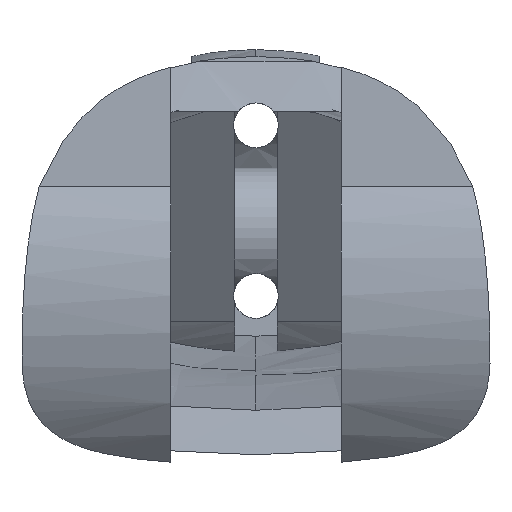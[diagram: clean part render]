
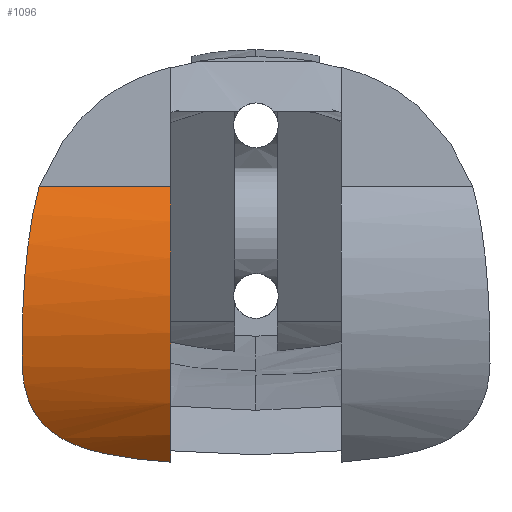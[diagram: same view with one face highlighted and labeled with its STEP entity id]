
A CAD part, front view. The second image highlights one B-rep face of the part: STEP entity #1096.
In plain terms, the highlighted cylindrical face has radius 11 mm (diameter 22 mm), a partial arc.
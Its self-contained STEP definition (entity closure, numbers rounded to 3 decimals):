
#57 = CIRCLE ( 'NONE', #4485, 11. ) ;
#155 = CARTESIAN_POINT ( 'NONE',  ( -5.522, 3.413, -3.967 ) ) ;
#310 = EDGE_CURVE ( 'NONE', #11168, #884, #5597, .T. ) ;
#405 = VECTOR ( 'NONE', #1785, 1000. ) ;
#453 = DIRECTION ( 'NONE',  ( 1., 0., 0. ) ) ;
#884 = VERTEX_POINT ( 'NONE', #3829 ) ;
#1096 = ADVANCED_FACE ( 'NONE', ( #2099 ), #11729, .T. ) ;
#1154 = CARTESIAN_POINT ( 'NONE',  ( -10.936, 0.053, 2.855 ) ) ;
#1712 = DIRECTION ( 'NONE',  ( -1., 0., 0. ) ) ;
#1785 = DIRECTION ( 'NONE',  ( -1., 0., 0. ) ) ;
#1968 = CARTESIAN_POINT ( 'NONE',  ( -4., 1.118, 8.832 ) ) ;
#2099 = FACE_OUTER_BOUND ( 'NONE', #5326, .T. ) ;
#2243 = CARTESIAN_POINT ( 'NONE',  ( -10.958, 0.667, 0.223 ) ) ;
#2287 = CARTESIAN_POINT ( 'NONE',  ( -10.864, 0.956, -0.49 ) ) ;
#2336 = CARTESIAN_POINT ( 'NONE',  ( -10.349, 0.785, 8.15 ) ) ;
#2492 = VERTEX_POINT ( 'NONE', #1968 ) ;
#2608 = LINE ( 'NONE', #9991, #405 ) ;
#3310 = CARTESIAN_POINT ( 'NONE',  ( -10.943, 0.735, 0.042 ) ) ;
#3318 = CARTESIAN_POINT ( 'NONE',  ( -10.162, 1.118, 8.832 ) ) ;
#3353 = CARTESIAN_POINT ( 'NONE',  ( -6.65, 3.231, -3.788 ) ) ;
#3505 = CARTESIAN_POINT ( 'NONE',  ( -10.968, 0.233, 1.714 ) ) ;
#3829 = CARTESIAN_POINT ( 'NONE',  ( -4., 3.548, -4.091 ) ) ;
#4402 = AXIS2_PLACEMENT_3D ( 'NONE', #9371, #1712, #9419 ) ;
#4409 = CARTESIAN_POINT ( 'NONE',  ( -10.162, 1.118, 8.832 ) ) ;
#4485 = AXIS2_PLACEMENT_3D ( 'NONE', #12170, #453, #6934 ) ;
#4509 = CARTESIAN_POINT ( 'NONE',  ( -9.563, 2.259, -2.679 ) ) ;
#5326 = EDGE_LOOP ( 'NONE', ( #9357, #6318, #8618 ) ) ;
#5507 = CARTESIAN_POINT ( 'NONE',  ( -7.761, 2.984, -3.534 ) ) ;
#5550 = CARTESIAN_POINT ( 'NONE',  ( -10.072, 1.913, -2.201 ) ) ;
#5597 = B_SPLINE_CURVE_WITH_KNOTS ( 'NONE', 3,
 ( #4409, #2336, #10973, #7618, #9799, #11971, #13004, #1154, #6739, #3505, #8755, #8711, #7668, #2243, #3310, #7805, #2287, #9893, #9846, #9941, #7759, #5550, #12118, #12070, #4509, #5601, #13140, #6640, #5507, #11071, #3353, #155, #10927, #6548 ),
 .UNSPECIFIED., .F., .F.,
 ( 4, 2, 2, 2, 2, 2, 2, 2, 2, 2, 2, 2, 2, 2, 2, 2, 4 ),
 ( -0.005, -0.003, 0., 0.001, 0.002, 0.003, 0.004, 0.004, 0.005, 0.005, 0.007, 0.007, 0.008, 0.009, 0.01, 0.011, 0.013 ),
 .UNSPECIFIED. ) ;
#5601 = CARTESIAN_POINT ( 'NONE',  ( -9.128, 2.496, -2.982 ) ) ;
#6318 = ORIENTED_EDGE ( 'NONE', *, *, #11715, .T. ) ;
#6548 = CARTESIAN_POINT ( 'NONE',  ( -4., 3.548, -4.091 ) ) ;
#6640 = CARTESIAN_POINT ( 'NONE',  ( -8.118, 2.882, -3.425 ) ) ;
#6739 = CARTESIAN_POINT ( 'NONE',  ( -10.95, 0.1, 2.473 ) ) ;
#6934 = DIRECTION ( 'NONE',  ( 0., 0., -1. ) ) ;
#7618 = CARTESIAN_POINT ( 'NONE',  ( -10.713, 0.149, 5.957 ) ) ;
#7668 = CARTESIAN_POINT ( 'NONE',  ( -10.977, 0.54, 0.591 ) ) ;
#7759 = CARTESIAN_POINT ( 'NONE',  ( -10.387, 1.643, -1.793 ) ) ;
#7805 = CARTESIAN_POINT ( 'NONE',  ( -10.895, 0.88, -0.315 ) ) ;
#8618 = ORIENTED_EDGE ( 'NONE', *, *, #310, .T. ) ;
#8711 = CARTESIAN_POINT ( 'NONE',  ( -10.977, 0.481, 0.778 ) ) ;
#8755 = CARTESIAN_POINT ( 'NONE',  ( -10.974, 0.32, 1.338 ) ) ;
#9357 = ORIENTED_EDGE ( 'NONE', *, *, #11173, .F. ) ;
#9371 = CARTESIAN_POINT ( 'NONE',  ( 68.878, 11., 4. ) ) ;
#9419 = DIRECTION ( 'NONE',  ( 0., 0., 1. ) ) ;
#9799 = CARTESIAN_POINT ( 'NONE',  ( -10.793, 0.036, 5.183 ) ) ;
#9846 = CARTESIAN_POINT ( 'NONE',  ( -10.731, 1.202, -1.004 ) ) ;
#9893 = CARTESIAN_POINT ( 'NONE',  ( -10.782, 1.117, -0.834 ) ) ;
#9941 = CARTESIAN_POINT ( 'NONE',  ( -10.549, 1.463, -1.493 ) ) ;
#9991 = CARTESIAN_POINT ( 'NONE',  ( 68.878, 1.118, 8.832 ) ) ;
#10927 = CARTESIAN_POINT ( 'NONE',  ( -4.762, 3.491, -4.039 ) ) ;
#10973 = CARTESIAN_POINT ( 'NONE',  ( -10.491, 0.523, 7.438 ) ) ;
#11071 = CARTESIAN_POINT ( 'NONE',  ( -7.027, 3.159, -3.716 ) ) ;
#11168 = VERTEX_POINT ( 'NONE', #3318 ) ;
#11173 = EDGE_CURVE ( 'NONE', #2492, #884, #57, .T. ) ;
#11715 = EDGE_CURVE ( 'NONE', #2492, #11168, #2608, .T. ) ;
#11729 = CYLINDRICAL_SURFACE ( 'NONE', #4402, 11. ) ;
#11971 = CARTESIAN_POINT ( 'NONE',  ( -10.878, -0.007, 4.017 ) ) ;
#12070 = CARTESIAN_POINT ( 'NONE',  ( -9.7, 2.176, -2.57 ) ) ;
#12118 = CARTESIAN_POINT ( 'NONE',  ( -9.954, 2.004, -2.332 ) ) ;
#12170 = CARTESIAN_POINT ( 'NONE',  ( -4., 11., 4. ) ) ;
#13004 = CARTESIAN_POINT ( 'NONE',  ( -10.901, 0., 3.627 ) ) ;
#13140 = CARTESIAN_POINT ( 'NONE',  ( -8.8, 2.639, -3.15 ) ) ;
